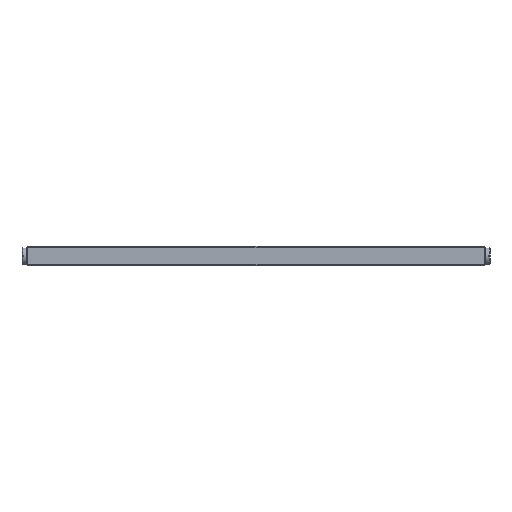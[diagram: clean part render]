
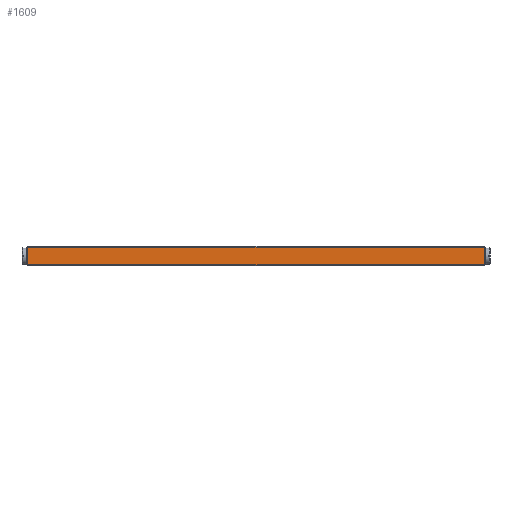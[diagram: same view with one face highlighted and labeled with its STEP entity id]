
A CAD part, front view. The second image highlights one B-rep face of the part: STEP entity #1609.
In plain terms, the highlighted planar face has unit normal (0, -1, 0).
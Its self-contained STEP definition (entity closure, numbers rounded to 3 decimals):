
#758=FACE_OUTER_BOUND('',#6288,.T.);
#1609=ADVANCED_FACE('',(#758),#2515,.T.);
#2515=PLANE('',#16829);
#3019=LINE('',#23775,#4571);
#3020=LINE('',#23778,#4572);
#3021=LINE('',#23780,#4573);
#3022=LINE('',#23782,#4574);
#4571=VECTOR('',#18650,1.);
#4572=VECTOR('',#18651,1.);
#4573=VECTOR('',#18652,1.);
#4574=VECTOR('',#18653,1.);
#6288=EDGE_LOOP('',(#7342,#7343,#7344,#7345));
#7342=ORIENTED_EDGE('',*,*,#13644,.T.);
#7343=ORIENTED_EDGE('',*,*,#13645,.T.);
#7344=ORIENTED_EDGE('',*,*,#13646,.T.);
#7345=ORIENTED_EDGE('',*,*,#13647,.T.);
#12106=VERTEX_POINT('',#23776);
#12107=VERTEX_POINT('',#23777);
#12108=VERTEX_POINT('',#23779);
#12109=VERTEX_POINT('',#23781);
#13644=EDGE_CURVE('',#12106,#12107,#3019,.T.);
#13645=EDGE_CURVE('',#12107,#12108,#3020,.T.);
#13646=EDGE_CURVE('',#12108,#12109,#3021,.T.);
#13647=EDGE_CURVE('',#12109,#12106,#3022,.T.);
#16829=AXIS2_PLACEMENT_3D('',#23783,#18654,#18655);
#18650=DIRECTION('',(-1.,0.,0.));
#18651=DIRECTION('',(0.,0.,-1.));
#18652=DIRECTION('',(1.,0.,0.));
#18653=DIRECTION('',(0.,0.,1.));
#18654=DIRECTION('',(0.,-1.,0.));
#18655=DIRECTION('',(0.,0.,-1.));
#23775=CARTESIAN_POINT('',(175.,0.,14.25));
#23776=CARTESIAN_POINT('',(349.275,0.,14.25));
#23777=CARTESIAN_POINT('',(0.725,0.,14.25));
#23778=CARTESIAN_POINT('',(0.725,0.,0.));
#23779=CARTESIAN_POINT('',(0.725,0.,0.75));
#23780=CARTESIAN_POINT('',(175.,0.,0.75));
#23781=CARTESIAN_POINT('',(349.275,0.,0.75));
#23782=CARTESIAN_POINT('',(349.275,0.,0.));
#23783=CARTESIAN_POINT('',(175.,0.,0.));
